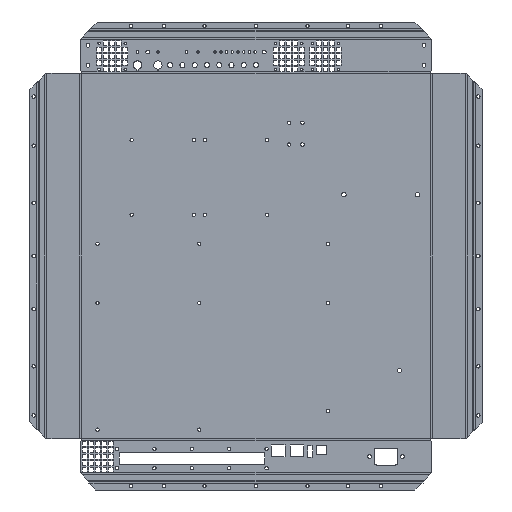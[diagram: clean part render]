
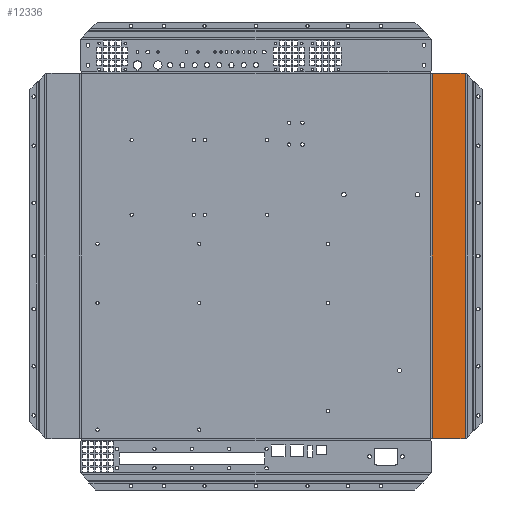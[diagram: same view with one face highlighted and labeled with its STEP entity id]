
A CAD part, front view. The second image highlights one B-rep face of the part: STEP entity #12336.
In plain terms, the highlighted planar face has unit normal (0, -1, 0).
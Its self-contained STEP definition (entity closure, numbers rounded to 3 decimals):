
#307=DIRECTION('',(0.,0.,-1.));
#308=VECTOR('',#307,445.713);
#309=CARTESIAN_POINT('',(215.776,0.,
222.856));
#310=LINE('',#309,#308);
#319=DIRECTION('',(-0.707,0.,0.707));
#320=VECTOR('',#319,0.864);
#321=CARTESIAN_POINT('',(216.846,0.,-223.8));
#322=LINE('',#321,#320);
#323=CARTESIAN_POINT('',(214.962,0.,
-224.462));
#324=DIRECTION('',(0.,-1.,0.));
#325=DIRECTION('',(0.707,0.,0.707));
#326=AXIS2_PLACEMENT_3D('',#323,#324,#325);
#328=CARTESIAN_POINT('',(214.962,0.,224.462));
#329=DIRECTION('',(0.,-1.,0.));
#330=DIRECTION('',(0.452,0.,-0.892));
#331=AXIS2_PLACEMENT_3D('',#328,#329,#330);
#333=DIRECTION('',(-0.707,0.,-0.707));
#334=VECTOR('',#333,0.864);
#335=CARTESIAN_POINT('',(216.846,0.,223.8));
#336=LINE('',#335,#334);
#337=DIRECTION('',(1.,0.,0.));
#338=VECTOR('',#337,38.98);
#339=CARTESIAN_POINT('',(216.846,0.,223.8));
#340=LINE('',#339,#338);
#341=DIRECTION('',(-1.,0.,0.));
#342=VECTOR('',#341,38.98);
#343=CARTESIAN_POINT('',(255.826,0.,-223.8));
#344=LINE('',#343,#342);
#365=DIRECTION('',(0.,0.,-1.));
#366=VECTOR('',#365,447.6);
#367=CARTESIAN_POINT('',(255.826,0.,223.8));
#368=LINE('',#367,#366);
#11861=CARTESIAN_POINT('',(255.826,0.,-223.8));
#11862=VERTEX_POINT('',#11861);
#11863=CARTESIAN_POINT('',(255.826,0.,223.8));
#11864=VERTEX_POINT('',#11863);
#11961=CARTESIAN_POINT('',(216.846,0.,223.8));
#11962=CARTESIAN_POINT('',(216.235,0.,
223.189));
#11963=VERTEX_POINT('',#11961);
#11964=VERTEX_POINT('',#11962);
#11969=CARTESIAN_POINT('',(215.776,0.,
222.856));
#11970=VERTEX_POINT('',#11969);
#11989=CARTESIAN_POINT('',(216.846,0.,-223.8));
#11990=CARTESIAN_POINT('',(216.235,0.,
-223.189));
#11991=VERTEX_POINT('',#11989);
#11992=VERTEX_POINT('',#11990);
#11997=CARTESIAN_POINT('',(215.776,0.,
-222.856));
#11998=VERTEX_POINT('',#11997);
#12315=CARTESIAN_POINT('',(213.576,0.,-222.8));
#12316=DIRECTION('',(0.,-1.,0.));
#12317=DIRECTION('',(0.,0.,-1.));
#12318=AXIS2_PLACEMENT_3D('',#12315,#12316,#12317);
#12319=PLANE('',#12318);
#12321=ORIENTED_EDGE('',*,*,#12320,.T.);
#12322=ORIENTED_EDGE('',*,*,#12305,.T.);
#12323=ORIENTED_EDGE('',*,*,#12280,.F.);
#12325=ORIENTED_EDGE('',*,*,#12324,.T.);
#12327=ORIENTED_EDGE('',*,*,#12326,.F.);
#12329=ORIENTED_EDGE('',*,*,#12328,.T.);
#12331=ORIENTED_EDGE('',*,*,#12330,.T.);
#12333=ORIENTED_EDGE('',*,*,#12332,.T.);
#12334=EDGE_LOOP('',(#12321,#12322,#12323,#12325,#12327,#12329,#12331,#12333));
#12335=FACE_OUTER_BOUND('',#12334,.F.);
#327=CIRCLE('',#326,1.8);
#332=CIRCLE('',#331,1.8);
#12280=EDGE_CURVE('',#11970,#11998,#310,.T.);
#12305=EDGE_CURVE('',#11992,#11998,#327,.T.);
#12320=EDGE_CURVE('',#11991,#11992,#322,.T.);
#12324=EDGE_CURVE('',#11970,#11964,#332,.T.);
#12326=EDGE_CURVE('',#11963,#11964,#336,.T.);
#12328=EDGE_CURVE('',#11963,#11864,#340,.T.);
#12330=EDGE_CURVE('',#11864,#11862,#368,.T.);
#12332=EDGE_CURVE('',#11862,#11991,#344,.T.);
#12336=ADVANCED_FACE('',(#12335),#12319,.T.);
